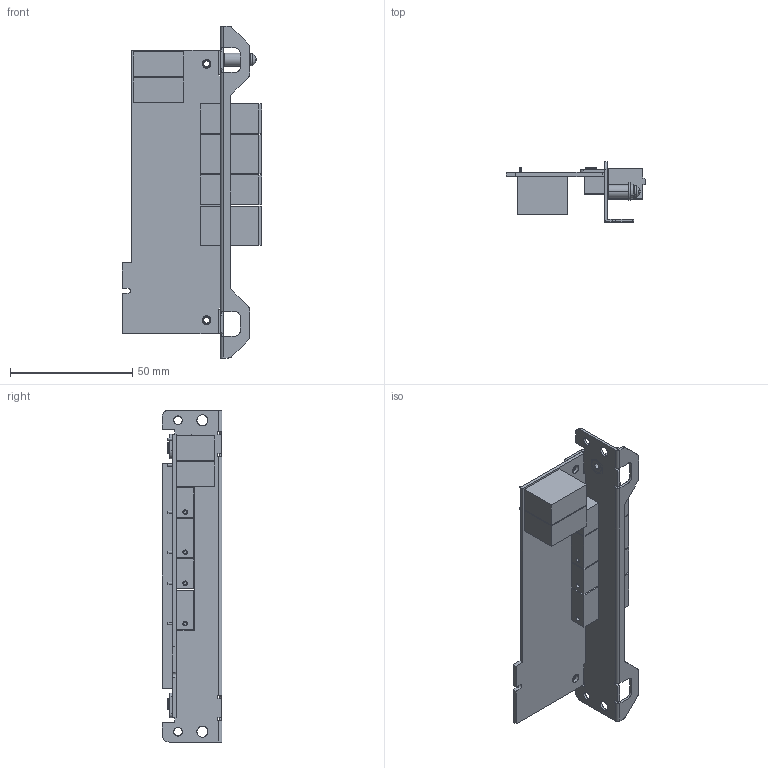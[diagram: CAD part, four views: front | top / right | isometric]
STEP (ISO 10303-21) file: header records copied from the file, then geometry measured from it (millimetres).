
FILE_DESCRIPTION((''),'2;1');
FILE_NAME('B100_ASM','2021-11-12T15:22:05',('PC'),(''),'CREO PARAMETRIC BY PTC INC, 2019010','CREO PARAMETRIC BY PTC INC, 2019010','');
FILE_SCHEMA(('CONFIG_CONTROL_DESIGN'));
Products named in the file (1): B100_ASM
Bounding box: 57 x 24.5 x 136 mm (x, y, z)
Surface area: 29495.2 mm2 (no closed solid volume)
Topology: 0 solids, 2078 shells, 2078 faces, 11840 edges, 11840 vertices
Faces by surface type: extrusion 1254, plane 614, cylinder 192, cone 8, torus 8, bspline 2
Entity records: 129540 total; most frequent: CARTESIAN_POINT 51662, VERTEX_POINT 11840, ORIENTED_EDGE 11840, EDGE_CURVE 11840, DIRECTION 10022, VECTOR 6928, B_SPLINE_CURVE_WITH_KNOTS 6695, LINE 5674
